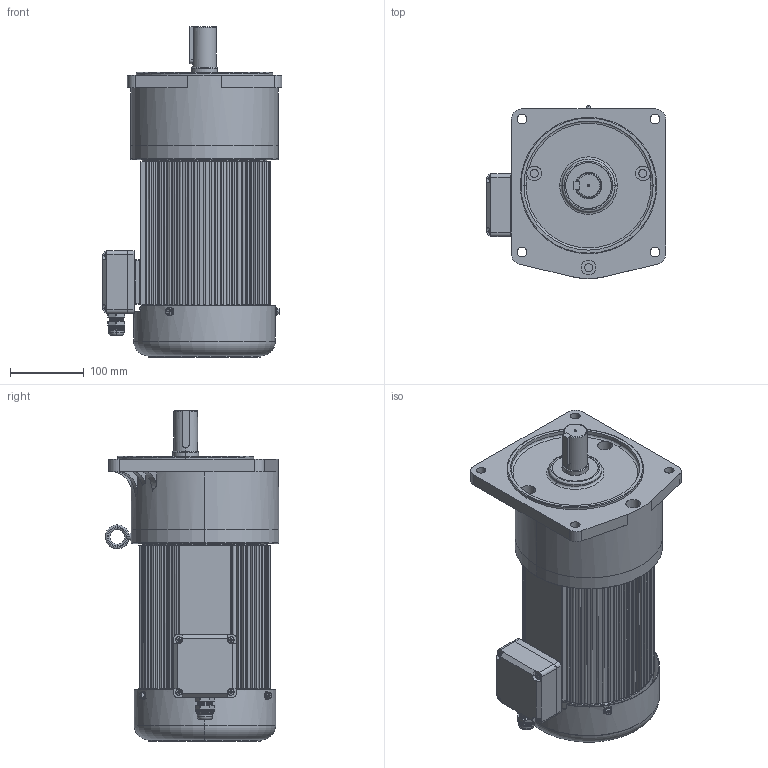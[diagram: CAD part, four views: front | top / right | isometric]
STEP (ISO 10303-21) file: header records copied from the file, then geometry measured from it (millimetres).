
FILE_DESCRIPTION (( 'STEP AP203' ), '1' );
FILE_NAME ('(標準品)G14V2200W(5B69XXX100)(減速比共用).STEP', '2016-01-28T08:39:30', ( 'SE' ), ( 'SE' ), 'SwSTEP 2.0', 'SolidWorks 2010', '' );
FILE_SCHEMA (( 'CONFIG_CONTROL_DESIGN' ));
Products named in the file (17): 成品-塑膠T盒; 出線頭 Ver.2; 外六角內十字螺絲M5 x 10_ISO 4162 - M5 x 10 x 10-N; M8x16吊環(G14.G15前蓋用); 2200W馬達筒; 1500W風扇蓋190x70L／缺口84(圓角)_SHIφ190*70L; (標準品)G14V2200W(5B69XXX100)(減速比共用); 出線盒下蓋; 出線盒上蓋; ･Xｽuｲｰｹﾔ､TH-UP3(PVC2mmｫp); 丸頭螺絲 M4 x35 --35N_JIS B 1111 Binding head screw M4 x 8 --8N; G14VBOX1; 油封35x62x8; G140S1; 10x8xL_50L; 2200W中型馬達後蓋_Default; G14-1K5C1
Assembly tree (21 placements, depth 3):
  (標準品)G14V2200W(5B69XXX100)(減速比共用)
    1500W風扇蓋190x70L／缺口84(圓角)_SHIφ190*70L
    外六角內十字螺絲M5 x 10_ISO 4162 - M5 x 10 x 10-N  x3
    G14-1K5C1
    油封35x62x8
    M8x16吊環(G14.G15前蓋用)
    2200W馬達筒
    G140S1
    10x8xL_50L
    2200W中型馬達後蓋_Default
    成品-塑膠T盒
      丸頭螺絲 M4 x35 --35N_JIS B 1111 Binding head screw M4 x 8 --8N  x4
      出線盒上蓋
      出線盒下蓋
      ･Xｽuｲｰｹﾔ､TH-UP3(PVC2mmｫp)
      出線頭 Ver.2
    G14VBOX1
Bounding box: 243 x 235 x 448 mm (x, y, z)
Volume: 9293267.5 mm3; surface area: 778852.4 mm2
Topology: 20 solids, 23 shells, 3406 faces, 9366 edges, 6043 vertices
Faces by surface type: plane 1253, cylinder 1118, cone 922, torus 73, sphere 22, bspline 18
Entity records: 80351 total; most frequent: CARTESIAN_POINT 16030, ORIENTED_EDGE 13152, DIRECTION 13036, EDGE_CURVE 6576, AXIS2_PLACEMENT_3D 4484, VERTEX_POINT 4310, VECTOR 4068, LINE 4068
